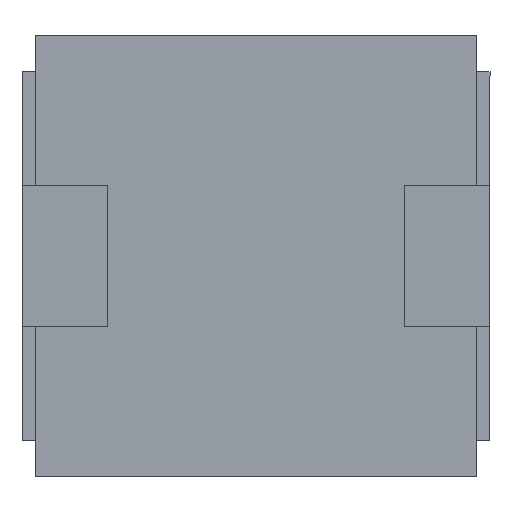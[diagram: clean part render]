
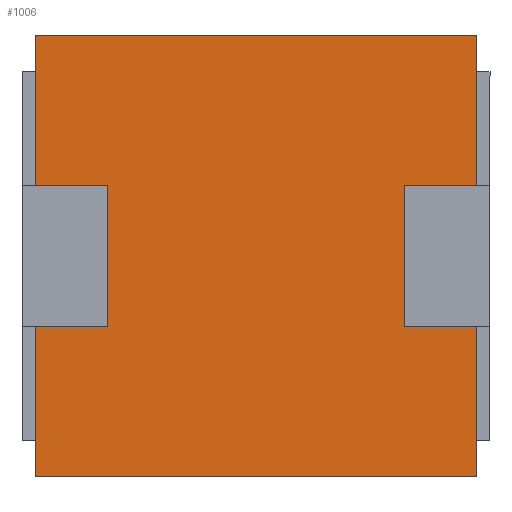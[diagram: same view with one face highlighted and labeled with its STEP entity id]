
A CAD part, front view. The second image highlights one B-rep face of the part: STEP entity #1006.
In plain terms, the highlighted planar face has unit normal (0, -1, 0).
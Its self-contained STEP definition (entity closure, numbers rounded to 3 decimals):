
#30 = VECTOR ( 'NONE', #1142, 1000. ) ;
#42 = CARTESIAN_POINT ( 'NONE',  ( 5.15, 0.1, -5.15 ) ) ;
#92 = DIRECTION ( 'NONE',  ( 0., 0., -1. ) ) ;
#108 = CARTESIAN_POINT ( 'NONE',  ( -5.15, 0.1, 5.15 ) ) ;
#120 = CARTESIAN_POINT ( 'NONE',  ( -5.15, 0.1, 5.15 ) ) ;
#131 = CARTESIAN_POINT ( 'NONE',  ( -5.15, 0.1, 5.15 ) ) ;
#136 = LINE ( 'NONE', #640, #403 ) ;
#165 = EDGE_CURVE ( 'NONE', #260, #446, #603, .T. ) ;
#219 = DIRECTION ( 'NONE',  ( 1., 0., 0. ) ) ;
#229 = VERTEX_POINT ( 'NONE', #42 ) ;
#260 = VERTEX_POINT ( 'NONE', #461 ) ;
#287 = VECTOR ( 'NONE', #1157, 1000. ) ;
#293 = PLANE ( 'NONE',  #1060 ) ;
#403 = VECTOR ( 'NONE', #1239, 1000. ) ;
#446 = VERTEX_POINT ( 'NONE', #108 ) ;
#448 = CARTESIAN_POINT ( 'NONE',  ( -5.15, 0.1, -5.15 ) ) ;
#461 = CARTESIAN_POINT ( 'NONE',  ( -5.15, 0.1, -5.15 ) ) ;
#489 = LINE ( 'NONE', #120, #766 ) ;
#563 = VERTEX_POINT ( 'NONE', #912 ) ;
#603 = LINE ( 'NONE', #131, #30 ) ;
#609 = EDGE_CURVE ( 'NONE', #446, #563, #489, .T. ) ;
#640 = CARTESIAN_POINT ( 'NONE',  ( 5.15, 0.1, 5.15 ) ) ;
#701 = DIRECTION ( 'NONE',  ( 0., -1., 0. ) ) ;
#711 = ORIENTED_EDGE ( 'NONE', *, *, #793, .F. ) ;
#732 = EDGE_CURVE ( 'NONE', #563, #229, #136, .T. ) ;
#740 = ORIENTED_EDGE ( 'NONE', *, *, #165, .F. ) ;
#756 = ORIENTED_EDGE ( 'NONE', *, *, #732, .F. ) ;
#766 = VECTOR ( 'NONE', #219, 1000. ) ;
#791 = FACE_OUTER_BOUND ( 'NONE', #842, .T. ) ;
#793 = EDGE_CURVE ( 'NONE', #229, #260, #1069, .T. ) ;
#842 = EDGE_LOOP ( 'NONE', ( #756, #943, #740, #711 ) ) ;
#912 = CARTESIAN_POINT ( 'NONE',  ( 5.15, 0.1, 5.15 ) ) ;
#943 = ORIENTED_EDGE ( 'NONE', *, *, #609, .F. ) ;
#1006 = ADVANCED_FACE ( 'NONE', ( #791 ), #293, .T. ) ;
#1060 = AXIS2_PLACEMENT_3D ( 'NONE', #1308, #701, #92 ) ;
#1069 = LINE ( 'NONE', #448, #287 ) ;
#1142 = DIRECTION ( 'NONE',  ( 0., 0., 1. ) ) ;
#1157 = DIRECTION ( 'NONE',  ( -1., 0., 0. ) ) ;
#1239 = DIRECTION ( 'NONE',  ( 0., 0., -1. ) ) ;
#1308 = CARTESIAN_POINT ( 'NONE',  ( 5.15, 0.1, -5.15 ) ) ;
